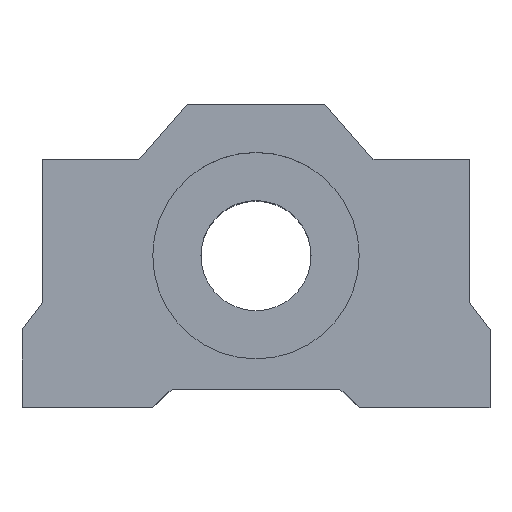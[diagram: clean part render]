
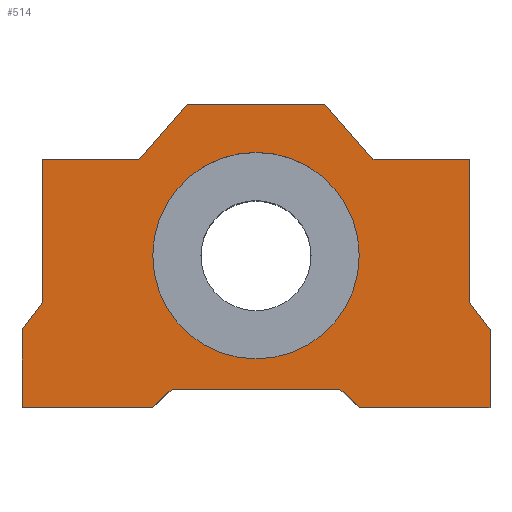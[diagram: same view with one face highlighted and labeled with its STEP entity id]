
A CAD part, top view. The second image highlights one B-rep face of the part: STEP entity #514.
In plain terms, the highlighted planar face has unit normal (0, 0, 1).
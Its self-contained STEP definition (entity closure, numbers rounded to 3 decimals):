
#6 = DIRECTION ( 'NONE',  ( 0.733, 0.68, 0. ) ) ;
#20 = CARTESIAN_POINT ( 'NONE',  ( -6.1, -9.7, 15. ) ) ;
#43 = LINE ( 'NONE', #519, #752 ) ;
#56 = ORIENTED_EDGE ( 'NONE', *, *, #1193, .T. ) ;
#69 = ORIENTED_EDGE ( 'NONE', *, *, #932, .T. ) ;
#72 = CARTESIAN_POINT ( 'NONE',  ( 15.5, 7., 15. ) ) ;
#74 = AXIS2_PLACEMENT_3D ( 'NONE', #121, #845, #139 ) ;
#78 = DIRECTION ( 'NONE',  ( 0., -1., 0. ) ) ;
#84 = ORIENTED_EDGE ( 'NONE', *, *, #1152, .T. ) ;
#98 = DIRECTION ( 'NONE',  ( -0.6, -0.8, 0. ) ) ;
#121 = CARTESIAN_POINT ( 'NONE',  ( 0., 0., 15. ) ) ;
#130 = ORIENTED_EDGE ( 'NONE', *, *, #780, .T. ) ;
#139 = DIRECTION ( 'NONE',  ( 1., 0., 0. ) ) ;
#146 = LINE ( 'NONE', #389, #777 ) ;
#147 = AXIS2_PLACEMENT_3D ( 'NONE', #1331, #256, #740 ) ;
#155 = LINE ( 'NONE', #1101, #653 ) ;
#165 = CARTESIAN_POINT ( 'NONE',  ( 6.1, -9.7, 15. ) ) ;
#169 = LINE ( 'NONE', #654, #1377 ) ;
#181 = CARTESIAN_POINT ( 'NONE',  ( 5., 11., 15. ) ) ;
#187 = EDGE_CURVE ( 'NONE', #729, #1414, #1116, .T. ) ;
#209 = LINE ( 'NONE', #72, #1277 ) ;
#210 = CARTESIAN_POINT ( 'NONE',  ( -7.5, -11., 15. ) ) ;
#212 = CARTESIAN_POINT ( 'NONE',  ( 0., 0., 15. ) ) ;
#215 = CARTESIAN_POINT ( 'NONE',  ( 15.5, 7., 15. ) ) ;
#216 = LINE ( 'NONE', #582, #897 ) ;
#224 = ORIENTED_EDGE ( 'NONE', *, *, #933, .T. ) ;
#225 = VECTOR ( 'NONE', #1375, 1000. ) ;
#234 = CARTESIAN_POINT ( 'NONE',  ( 8.5, 7., 15. ) ) ;
#256 = DIRECTION ( 'NONE',  ( 0., 0., 1. ) ) ;
#263 = CARTESIAN_POINT ( 'NONE',  ( 17., -5.4, 15. ) ) ;
#265 = CARTESIAN_POINT ( 'NONE',  ( -8.5, 7., 15. ) ) ;
#280 = CARTESIAN_POINT ( 'NONE',  ( 17., -11., 15. ) ) ;
#310 = CARTESIAN_POINT ( 'NONE',  ( -5., 11., 15. ) ) ;
#311 = CARTESIAN_POINT ( 'NONE',  ( -6.1, -9.7, 15. ) ) ;
#334 = FACE_BOUND ( 'NONE', #1059, .T. ) ;
#344 = ORIENTED_EDGE ( 'NONE', *, *, #1404, .T. ) ;
#351 = VECTOR ( 'NONE', #1096, 1000. ) ;
#363 = DIRECTION ( 'NONE',  ( 1., 0., 0. ) ) ;
#378 = LINE ( 'NONE', #623, #351 ) ;
#383 = VERTEX_POINT ( 'NONE', #1025 ) ;
#386 = EDGE_CURVE ( 'NONE', #1425, #456, #1502, .T. ) ;
#389 = CARTESIAN_POINT ( 'NONE',  ( 17., -11., 15. ) ) ;
#429 = VERTEX_POINT ( 'NONE', #181 ) ;
#431 = ORIENTED_EDGE ( 'NONE', *, *, #386, .T. ) ;
#444 = CARTESIAN_POINT ( 'NONE',  ( -17., -11., 15. ) ) ;
#456 = VERTEX_POINT ( 'NONE', #1379 ) ;
#462 = VERTEX_POINT ( 'NONE', #681 ) ;
#502 = VECTOR ( 'NONE', #78, 1000. ) ;
#514 = ADVANCED_FACE ( 'NONE', ( #334, #814 ), #1291, .T. ) ;
#519 = CARTESIAN_POINT ( 'NONE',  ( 15.5, -3.4, 15. ) ) ;
#548 = CIRCLE ( 'NONE', #74, 7.5 ) ;
#555 = EDGE_CURVE ( 'NONE', #1414, #729, #548, .T. ) ;
#558 = LINE ( 'NONE', #1263, #225 ) ;
#565 = LINE ( 'NONE', #311, #609 ) ;
#582 = CARTESIAN_POINT ( 'NONE',  ( -15.5, -3.4, 15. ) ) ;
#609 = VECTOR ( 'NONE', #778, 1000. ) ;
#623 = CARTESIAN_POINT ( 'NONE',  ( 7.5, -11., 15. ) ) ;
#635 = DIRECTION ( 'NONE',  ( 0., -1., 0. ) ) ;
#653 = VECTOR ( 'NONE', #635, 1000. ) ;
#654 = CARTESIAN_POINT ( 'NONE',  ( -5., 11., 15. ) ) ;
#678 = VECTOR ( 'NONE', #737, 1000. ) ;
#681 = CARTESIAN_POINT ( 'NONE',  ( -15.5, 7., 15. ) ) ;
#684 = CARTESIAN_POINT ( 'NONE',  ( 8.5, 7., 15. ) ) ;
#691 = ORIENTED_EDGE ( 'NONE', *, *, #1055, .T. ) ;
#724 = CARTESIAN_POINT ( 'NONE',  ( -17., -11., 15. ) ) ;
#729 = VERTEX_POINT ( 'NONE', #758 ) ;
#737 = DIRECTION ( 'NONE',  ( -1., 0., 0. ) ) ;
#740 = DIRECTION ( 'NONE',  ( 1., 0., 0. ) ) ;
#741 = DIRECTION ( 'NONE',  ( -0.659, 0.753, 0. ) ) ;
#743 = CARTESIAN_POINT ( 'NONE',  ( 15.5, -3.4, 15. ) ) ;
#752 = VECTOR ( 'NONE', #1471, 1000. ) ;
#758 = CARTESIAN_POINT ( 'NONE',  ( 7.5, 0., 15. ) ) ;
#777 = VECTOR ( 'NONE', #1237, 1000. ) ;
#778 = DIRECTION ( 'NONE',  ( 1., 0., 0. ) ) ;
#780 = EDGE_CURVE ( 'NONE', #1008, #1314, #802, .T. ) ;
#782 = DIRECTION ( 'NONE',  ( 0., 0., 1. ) ) ;
#784 = ORIENTED_EDGE ( 'NONE', *, *, #994, .T. ) ;
#800 = VECTOR ( 'NONE', #741, 1000. ) ;
#802 = LINE ( 'NONE', #310, #1275 ) ;
#812 = EDGE_CURVE ( 'NONE', #918, #1425, #216, .T. ) ;
#814 = FACE_OUTER_BOUND ( 'NONE', #1190, .T. ) ;
#815 = ORIENTED_EDGE ( 'NONE', *, *, #1374, .T. ) ;
#826 = AXIS2_PLACEMENT_3D ( 'NONE', #212, #782, #1257 ) ;
#843 = CARTESIAN_POINT ( 'NONE',  ( -5., 11., 15. ) ) ;
#845 = DIRECTION ( 'NONE',  ( 0., 0., 1. ) ) ;
#865 = DIRECTION ( 'NONE',  ( -0.6, 0.8, 0. ) ) ;
#897 = VECTOR ( 'NONE', #98, 1000. ) ;
#898 = VERTEX_POINT ( 'NONE', #210 ) ;
#918 = VERTEX_POINT ( 'NONE', #960 ) ;
#932 = EDGE_CURVE ( 'NONE', #383, #1309, #1088, .T. ) ;
#933 = EDGE_CURVE ( 'NONE', #1155, #429, #1332, .T. ) ;
#960 = CARTESIAN_POINT ( 'NONE',  ( -15.5, -3.4, 15. ) ) ;
#994 = EDGE_CURVE ( 'NONE', #898, #1456, #1202, .T. ) ;
#1008 = VERTEX_POINT ( 'NONE', #843 ) ;
#1010 = DIRECTION ( 'NONE',  ( -1., 0., 0. ) ) ;
#1020 = EDGE_CURVE ( 'NONE', #456, #898, #1439, .T. ) ;
#1025 = CARTESIAN_POINT ( 'NONE',  ( 17., -5.4, 15. ) ) ;
#1033 = ORIENTED_EDGE ( 'NONE', *, *, #1020, .T. ) ;
#1038 = EDGE_CURVE ( 'NONE', #1278, #1320, #378, .T. ) ;
#1055 = EDGE_CURVE ( 'NONE', #429, #1008, #169, .T. ) ;
#1059 = EDGE_LOOP ( 'NONE', ( #1478, #1178 ) ) ;
#1066 = ORIENTED_EDGE ( 'NONE', *, *, #1479, .T. ) ;
#1070 = CARTESIAN_POINT ( 'NONE',  ( -7.5, -11., 15. ) ) ;
#1088 = LINE ( 'NONE', #263, #1496 ) ;
#1096 = DIRECTION ( 'NONE',  ( 1., 0., 0. ) ) ;
#1101 = CARTESIAN_POINT ( 'NONE',  ( -15.5, 7., 15. ) ) ;
#1116 = CIRCLE ( 'NONE', #147, 7.5 ) ;
#1119 = CARTESIAN_POINT ( 'NONE',  ( -17., -5.4, 15. ) ) ;
#1130 = ORIENTED_EDGE ( 'NONE', *, *, #1038, .T. ) ;
#1152 = EDGE_CURVE ( 'NONE', #1309, #1287, #43, .T. ) ;
#1155 = VERTEX_POINT ( 'NONE', #684 ) ;
#1178 = ORIENTED_EDGE ( 'NONE', *, *, #555, .F. ) ;
#1190 = EDGE_LOOP ( 'NONE', ( #344, #1250, #1297, #431, #1033, #784, #1300, #1066, #1130, #815, #69, #84, #56, #224, #691, #130 ) ) ;
#1193 = EDGE_CURVE ( 'NONE', #1287, #1155, #209, .T. ) ;
#1202 = LINE ( 'NONE', #1070, #1203 ) ;
#1203 = VECTOR ( 'NONE', #6, 1000. ) ;
#1237 = DIRECTION ( 'NONE',  ( 0., 1., 0. ) ) ;
#1242 = CARTESIAN_POINT ( 'NONE',  ( -7.5, 0., 15. ) ) ;
#1249 = VECTOR ( 'NONE', #363, 1000. ) ;
#1250 = ORIENTED_EDGE ( 'NONE', *, *, #1315, .T. ) ;
#1257 = DIRECTION ( 'NONE',  ( 1., 0., 0. ) ) ;
#1263 = CARTESIAN_POINT ( 'NONE',  ( 7.5, -11., 15. ) ) ;
#1275 = VECTOR ( 'NONE', #1520, 1000. ) ;
#1277 = VECTOR ( 'NONE', #1388, 1000. ) ;
#1278 = VERTEX_POINT ( 'NONE', #1532 ) ;
#1287 = VERTEX_POINT ( 'NONE', #215 ) ;
#1291 = PLANE ( 'NONE',  #826 ) ;
#1297 = ORIENTED_EDGE ( 'NONE', *, *, #812, .T. ) ;
#1300 = ORIENTED_EDGE ( 'NONE', *, *, #1505, .T. ) ;
#1309 = VERTEX_POINT ( 'NONE', #743 ) ;
#1314 = VERTEX_POINT ( 'NONE', #265 ) ;
#1315 = EDGE_CURVE ( 'NONE', #462, #918, #155, .T. ) ;
#1320 = VERTEX_POINT ( 'NONE', #280 ) ;
#1328 = CARTESIAN_POINT ( 'NONE',  ( -8.5, 7., 15. ) ) ;
#1331 = CARTESIAN_POINT ( 'NONE',  ( 0., 0., 15. ) ) ;
#1332 = LINE ( 'NONE', #234, #800 ) ;
#1374 = EDGE_CURVE ( 'NONE', #1320, #383, #146, .T. ) ;
#1375 = DIRECTION ( 'NONE',  ( 0.733, -0.68, 0. ) ) ;
#1377 = VECTOR ( 'NONE', #1010, 1000. ) ;
#1379 = CARTESIAN_POINT ( 'NONE',  ( -17., -11., 15. ) ) ;
#1388 = DIRECTION ( 'NONE',  ( -1., 0., 0. ) ) ;
#1400 = VERTEX_POINT ( 'NONE', #165 ) ;
#1404 = EDGE_CURVE ( 'NONE', #1314, #462, #1476, .T. ) ;
#1414 = VERTEX_POINT ( 'NONE', #1242 ) ;
#1425 = VERTEX_POINT ( 'NONE', #1119 ) ;
#1439 = LINE ( 'NONE', #724, #1249 ) ;
#1456 = VERTEX_POINT ( 'NONE', #20 ) ;
#1471 = DIRECTION ( 'NONE',  ( 0., 1., 0. ) ) ;
#1476 = LINE ( 'NONE', #1328, #678 ) ;
#1478 = ORIENTED_EDGE ( 'NONE', *, *, #187, .F. ) ;
#1479 = EDGE_CURVE ( 'NONE', #1400, #1278, #558, .T. ) ;
#1496 = VECTOR ( 'NONE', #865, 1000. ) ;
#1502 = LINE ( 'NONE', #444, #502 ) ;
#1505 = EDGE_CURVE ( 'NONE', #1456, #1400, #565, .T. ) ;
#1520 = DIRECTION ( 'NONE',  ( -0.659, -0.753, 0. ) ) ;
#1532 = CARTESIAN_POINT ( 'NONE',  ( 7.5, -11., 15. ) ) ;
